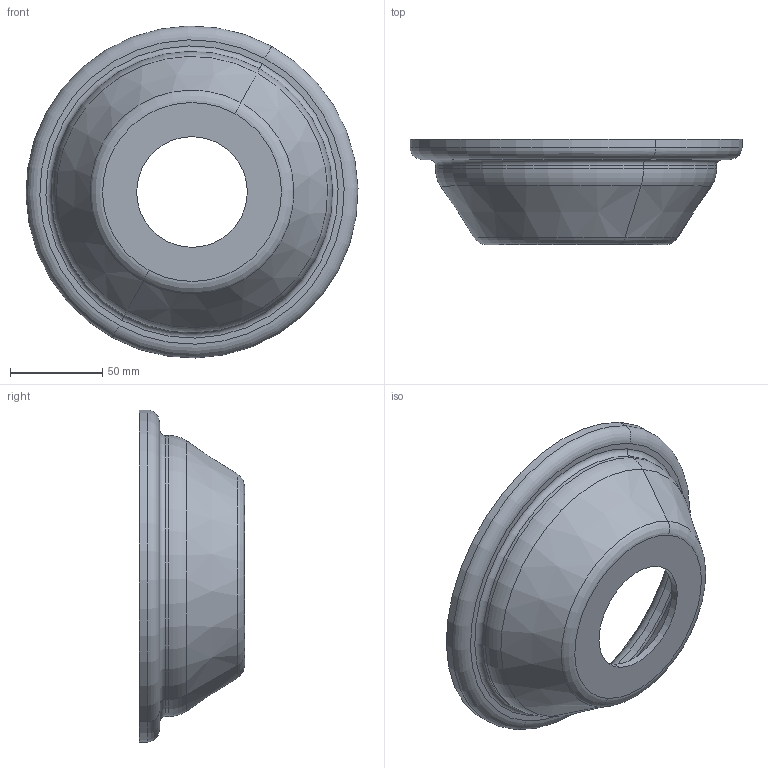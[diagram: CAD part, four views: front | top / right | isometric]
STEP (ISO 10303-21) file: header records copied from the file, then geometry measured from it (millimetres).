
FILE_DESCRIPTION(('CATIA V5 STEP Exchange'),'2;1');
FILE_NAME('DEMIE JANTE.stp','2023-08-23T07:54:37+00:00',('none'),('none'),'CATIA Version 5 Release 21 SP 2 (IN-10)','CATIA V5 STEP AP203','none');
FILE_SCHEMA(('CONFIG_CONTROL_DESIGN'));
Length unit declared in the file: millimetre
Products named in the file (1): demie jante alu repa masse
Bounding box: 179.95 x 57 x 179.95 mm (x, y, z)
Volume: 148298.9 mm3; surface area: 76114.5 mm2
Topology: 1 solids, 1 shells, 35 faces, 70 edges, 40 vertices
Faces by surface type: torus 14, cylinder 10, plane 5, cone 4, revolution 2
Entity records: 861 total; most frequent: CARTESIAN_POINT 155, ORIENTED_EDGE 140, DIRECTION 110, AXIS2_PLACEMENT_3D 75, EDGE_CURVE 70, CIRCLE 54, EDGE_LOOP 40, VERTEX_POINT 40
